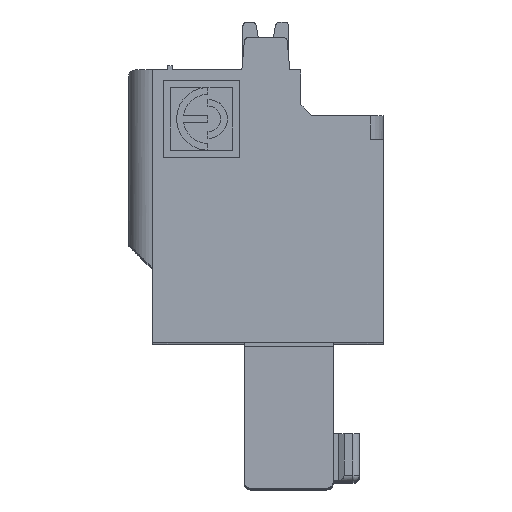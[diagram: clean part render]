
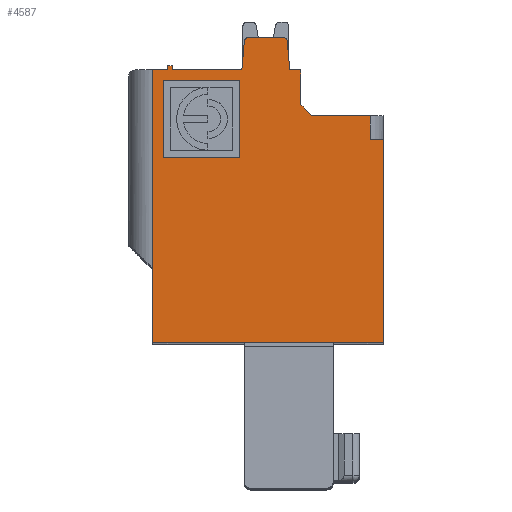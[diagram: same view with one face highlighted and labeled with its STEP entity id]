
A CAD part, top view. The second image highlights one B-rep face of the part: STEP entity #4587.
In plain terms, the highlighted planar face has unit normal (0, 0, 1).
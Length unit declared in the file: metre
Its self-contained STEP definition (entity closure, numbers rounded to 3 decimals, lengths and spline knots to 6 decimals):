
#4587=ADVANCED_FACE('',(#11685,#11686),#11687,.F.);
#6097=EDGE_CURVE('',#14003,#14000,#14004,.T.);
#11685=FACE_BOUND('',#21202,.T.);
#11686=FACE_OUTER_BOUND('',#21203,.T.);
#11687=PLANE('',#21204);
#14000=VERTEX_POINT('',#23568);
#14003=VERTEX_POINT('',#23573);
#14004=LINE('',#23574,#23575);
#14220=VERTEX_POINT('',#23934);
#14394=VERTEX_POINT('',#24351);
#14507=VERTEX_POINT('',#24524);
#14562=VERTEX_POINT('',#24640);
#14566=VERTEX_POINT('',#24646);
#14614=VERTEX_POINT('',#24737);
#14629=VERTEX_POINT('',#24762);
#14635=VERTEX_POINT('',#24771);
#14639=VERTEX_POINT('',#24777);
#21202=EDGE_LOOP('',(#41217,#41218,#41219,#41220));
#21203=EDGE_LOOP('',(#41221,#41222,#41223,#41224,#41225,#41226,#41227,#41228,#41229,#41230,#41231,#41232,#41233,#41234,#41235,#41236,#41237,#41238,#41239));
#21204=AXIS2_PLACEMENT_3D('',#41240,#41241,#41242);
#23568=CARTESIAN_POINT('',(0.2306,0.0093,-0.0148));
#23573=CARTESIAN_POINT('',(0.2306,0.0,-0.0148));
#23574=CARTESIAN_POINT('',(0.2306,0.0,-0.0148));
#23575=VECTOR('',#47741,1.0);
#23934=CARTESIAN_POINT('',(0.23,0.0093,-0.0148));
#24351=CARTESIAN_POINT('',(0.2207,0.0127,-0.0148));
#24524=CARTESIAN_POINT('',(0.2207,0.0125,-0.0148));
#24640=CARTESIAN_POINT('',(0.226185,0.013817,-0.0148));
#24646=CARTESIAN_POINT('',(0.2263,0.0125,-0.0148));
#24737=CARTESIAN_POINT('',(0.224215,0.013817,-0.0148));
#24762=CARTESIAN_POINT('',(0.2241,0.0125,-0.0148));
#24771=CARTESIAN_POINT('',(0.2209,0.0125,-0.0148));
#24777=CARTESIAN_POINT('',(0.2209,0.0127,-0.0148));
#41217=ORIENTED_EDGE('',*,*,#50003,.T.);
#41218=ORIENTED_EDGE('',*,*,#51720,.T.);
#41219=ORIENTED_EDGE('',*,*,#51716,.T.);
#41220=ORIENTED_EDGE('',*,*,#51721,.T.);
#41221=ORIENTED_EDGE('',*,*,#49823,.T.);
#41222=ORIENTED_EDGE('',*,*,#50234,.T.);
#41223=ORIENTED_EDGE('',*,*,#51156,.F.);
#41224=ORIENTED_EDGE('',*,*,#50030,.T.);
#41225=ORIENTED_EDGE('',*,*,#50178,.T.);
#41226=ORIENTED_EDGE('',*,*,#51722,.T.);
#41227=ORIENTED_EDGE('',*,*,#50091,.T.);
#41228=ORIENTED_EDGE('',*,*,#50095,.T.);
#41229=ORIENTED_EDGE('',*,*,#51155,.F.);
#41230=ORIENTED_EDGE('',*,*,#50133,.T.);
#41231=ORIENTED_EDGE('',*,*,#51216,.F.);
#41232=ORIENTED_EDGE('',*,*,#49924,.F.);
#41233=ORIENTED_EDGE('',*,*,#50173,.F.);
#41234=ORIENTED_EDGE('',*,*,#50334,.F.);
#41235=ORIENTED_EDGE('',*,*,#51219,.T.);
#41236=ORIENTED_EDGE('',*,*,#6097,.T.);
#41237=ORIENTED_EDGE('',*,*,#49718,.F.);
#41238=ORIENTED_EDGE('',*,*,#49727,.F.);
#41239=ORIENTED_EDGE('',*,*,#49820,.F.);
#41240=CARTESIAN_POINT('',(0.234572,0.033759,-0.0148));
#41241=DIRECTION('',(0.0,0.,-1.0));
#41242=DIRECTION('',(-1.0,0.0,0.0));
#47741=DIRECTION('',(0.0,1.0,0.));
#49718=EDGE_CURVE('',#14220,#14000,#53284,.T.);
#49727=EDGE_CURVE('',#53292,#14220,#53294,.T.);
#49820=EDGE_CURVE('',#53431,#53292,#53433,.T.);
#49823=EDGE_CURVE('',#53431,#53435,#53437,.T.);
#49924=EDGE_CURVE('',#14507,#14394,#53572,.T.);
#50003=EDGE_CURVE('',#53704,#53702,#53705,.T.);
#50030=EDGE_CURVE('',#14566,#14562,#53742,.T.);
#50091=EDGE_CURVE('',#53830,#14614,#53831,.T.);
#50095=EDGE_CURVE('',#14614,#14629,#53835,.T.);
#50133=EDGE_CURVE('',#14635,#14639,#53886,.T.);
#50173=EDGE_CURVE('',#53926,#14507,#53928,.T.);
#50178=EDGE_CURVE('',#14562,#53932,#53934,.T.);
#50234=EDGE_CURVE('',#53435,#54001,#54003,.T.);
#50334=EDGE_CURVE('',#54110,#53926,#54112,.T.);
#51155=EDGE_CURVE('',#14635,#14629,#55088,.T.);
#51156=EDGE_CURVE('',#14566,#54001,#55089,.T.);
#51216=EDGE_CURVE('',#14394,#14639,#55186,.T.);
#51219=EDGE_CURVE('',#54110,#14003,#55189,.T.);
#51716=EDGE_CURVE('',#55805,#55806,#55807,.T.);
#51720=EDGE_CURVE('',#53702,#55805,#55811,.T.);
#51721=EDGE_CURVE('',#55806,#53704,#55812,.T.);
#51722=EDGE_CURVE('',#53932,#53830,#55813,.T.);
#53284=LINE('',#57724,#57725);
#53292=VERTEX_POINT('',#57735);
#53294=LINE('',#57738,#57739);
#53431=VERTEX_POINT('',#57922);
#53433=LINE('',#57925,#57926);
#53435=VERTEX_POINT('',#57928);
#53437=LINE('',#57931,#57932);
#53572=LINE('',#58126,#58127);
#53702=VERTEX_POINT('',#58329);
#53704=VERTEX_POINT('',#58332);
#53705=LINE('',#58333,#58334);
#53742=LINE('',#58385,#58386);
#53830=VERTEX_POINT('',#58513);
#53831=CIRCLE('',#58514,0.0002);
#53835=LINE('',#58519,#58520);
#53886=LINE('',#58594,#58595);
#53926=VERTEX_POINT('',#58660);
#53928=LINE('',#58663,#58664);
#53932=VERTEX_POINT('',#58670);
#53934=CIRCLE('',#58673,0.0002);
#54001=VERTEX_POINT('',#58805);
#54003=LINE('',#58808,#58809);
#54110=VERTEX_POINT('',#58990);
#54112=LINE('',#58993,#58994);
#55088=LINE('',#60366,#60367);
#55089=LINE('',#60368,#60369);
#55186=LINE('',#60524,#60525);
#55189=LINE('',#60528,#60529);
#55805=VERTEX_POINT('',#61394);
#55806=VERTEX_POINT('',#61395);
#55807=LINE('',#61396,#61397);
#55811=LINE('',#61403,#61404);
#55812=LINE('',#61405,#61406);
#55813=LINE('',#61407,#61408);
#57724=CARTESIAN_POINT('',(0.23,0.0093,-0.0148));
#57725=VECTOR('',#63911,1.0);
#57735=CARTESIAN_POINT('',(0.23,0.0104,-0.0148));
#57738=CARTESIAN_POINT('',(0.23,0.0125,-0.0148));
#57739=VECTOR('',#63915,1.0);
#57922=CARTESIAN_POINT('',(0.227307,0.0104,-0.0148));
#57925=CARTESIAN_POINT('',(0.234572,0.0104,-0.0148));
#57926=VECTOR('',#64047,1.0);
#57928=CARTESIAN_POINT('',(0.226811,0.010896,-0.0148));
#57931=CARTESIAN_POINT('',(0.219267,0.01844,-0.0148));
#57932=VECTOR('',#64049,1.0);
#58126=CARTESIAN_POINT('',(0.2207,0.0125,-0.0148));
#58127=VECTOR('',#64172,1.0);
#58329=CARTESIAN_POINT('',(0.224,0.0085,-0.0148));
#58332=CARTESIAN_POINT('',(0.224,0.012,-0.0148));
#58333=CARTESIAN_POINT('',(0.224,0.033759,-0.0148));
#58334=VECTOR('',#64255,1.0);
#58385=CARTESIAN_POINT('',(0.2263,0.0125,-0.0148));
#58386=VECTOR('',#64279,1.0);
#58513=CARTESIAN_POINT('',(0.224414,0.014,-0.0148));
#58514=AXIS2_PLACEMENT_3D('',#64340,#64341,#64342);
#58519=CARTESIAN_POINT('',(0.224215,0.013817,-0.0148));
#58520=VECTOR('',#64344,1.0);
#58594=CARTESIAN_POINT('',(0.2209,0.0125,-0.0148));
#58595=VECTOR('',#64374,1.0);
#58660=CARTESIAN_POINT('',(0.22,0.0125,-0.0148));
#58663=CARTESIAN_POINT('',(0.22,0.0125,-0.0148));
#58664=VECTOR('',#64437,1.0);
#58670=CARTESIAN_POINT('',(0.225985,0.014,-0.0148));
#58673=AXIS2_PLACEMENT_3D('',#64441,#64442,#64443);
#58805=CARTESIAN_POINT('',(0.226811,0.0125,-0.0148));
#58808=CARTESIAN_POINT('',(0.226811,0.033759,-0.0148));
#58809=VECTOR('',#64480,1.0);
#58990=CARTESIAN_POINT('',(0.22,0.0,-0.0148));
#58993=CARTESIAN_POINT('',(0.22,0.0118,-0.0148));
#58994=VECTOR('',#64562,1.0);
#60366=CARTESIAN_POINT('',(0.2209,0.0125,-0.0148));
#60367=VECTOR('',#65133,1.0);
#60368=CARTESIAN_POINT('',(0.2263,0.0125,-0.0148));
#60369=VECTOR('',#65134,1.0);
#60524=CARTESIAN_POINT('',(0.2207,0.0127,-0.0148));
#60525=VECTOR('',#65193,1.0);
#60528=CARTESIAN_POINT('',(0.216699,0.0,-0.0148));
#60529=VECTOR('',#65194,1.0);
#61394=CARTESIAN_POINT('',(0.2205,0.0085,-0.0148));
#61395=CARTESIAN_POINT('',(0.2205,0.012,-0.0148));
#61396=CARTESIAN_POINT('',(0.2205,0.033759,-0.0148));
#61397=VECTOR('',#65596,1.0);
#61403=CARTESIAN_POINT('',(0.234072,0.0085,-0.0148));
#61404=VECTOR('',#65599,1.0);
#61405=CARTESIAN_POINT('',(0.234072,0.012,-0.0148));
#61406=VECTOR('',#65600,1.0);
#61407=CARTESIAN_POINT('',(0.224475,0.014,-0.0148));
#61408=VECTOR('',#65601,1.0);
#63911=DIRECTION('',(1.0,0.0,0.0));
#63915=DIRECTION('',(0.0,-1.0,0.));
#64047=DIRECTION('',(1.0,0.,0.));
#64049=DIRECTION('',(-0.707,0.707,0.));
#64172=DIRECTION('',(0.0,1.0,0.));
#64255=DIRECTION('',(0.,-1.0,0.));
#64279=DIRECTION('',(-0.087,0.996,0.));
#64340=CARTESIAN_POINT('',(0.224414,0.0138,-0.0148));
#64341=DIRECTION('',(0.0,0.,1.0));
#64342=DIRECTION('',(0.0,1.0,0.));
#64344=DIRECTION('',(-0.087,-0.996,0.));
#64374=DIRECTION('',(0.0,1.0,0.));
#64437=DIRECTION('',(1.0,0.0,0.0));
#64441=CARTESIAN_POINT('',(0.225985,0.0138,-0.0148));
#64442=DIRECTION('',(0.,0.,1.0));
#64443=DIRECTION('',(0.996,0.087,0.));
#64480=DIRECTION('',(0.,1.0,0.));
#64562=DIRECTION('',(0.0,1.0,0.));
#65133=DIRECTION('',(1.0,0.0,0.0));
#65134=DIRECTION('',(1.0,0.0,0.0));
#65193=DIRECTION('',(1.0,0.0,0.0));
#65194=DIRECTION('',(1.0,0.0,0.0));
#65596=DIRECTION('',(0.,1.0,0.));
#65599=DIRECTION('',(-1.0,0.,0.));
#65600=DIRECTION('',(1.0,0.,0.));
#65601=DIRECTION('',(-1.0,-0.0,0.0));
